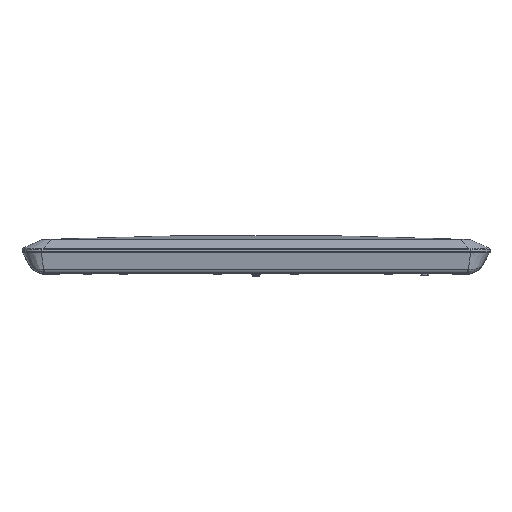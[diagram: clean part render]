
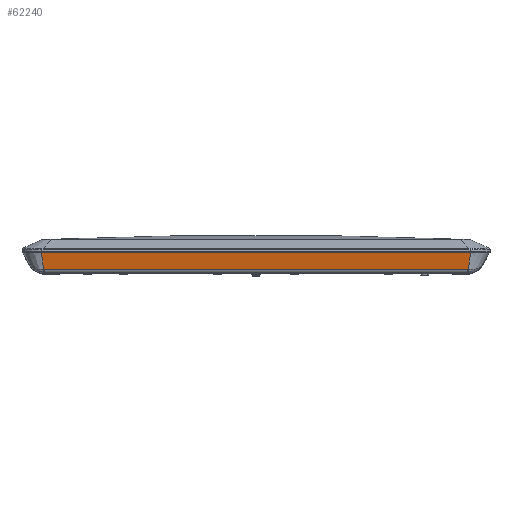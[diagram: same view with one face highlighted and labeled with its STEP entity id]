
A CAD part, top view. The second image highlights one B-rep face of the part: STEP entity #62240.
In plain terms, the highlighted planar face has unit normal (0, -0.174, 0.985).
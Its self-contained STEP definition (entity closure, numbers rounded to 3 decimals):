
#9687=CARTESIAN_POINT('',(-279.862,-1.,159.824));
#9699=CARTESIAN_POINT('',(-276.819,-23.027,
155.94));
#9721=DIRECTION('',(1.,0.,0.));
#9722=VECTOR('',#9721,559.724);
#9723=CARTESIAN_POINT('',(-279.862,-1.,159.824));
#9724=LINE('',#9723,#9722);
#9725=CARTESIAN_POINT('',(276.819,-23.027,155.94));
#9726=CARTESIAN_POINT('',(276.743,-23.03,155.939));
#9727=CARTESIAN_POINT('',(276.591,-23.036,155.938));
#9728=CARTESIAN_POINT('',(276.362,-23.041,155.937));
#9729=CARTESIAN_POINT('',(276.209,-23.042,155.937));
#9730=CARTESIAN_POINT('',(276.132,-23.042,155.937));
#9732=DIRECTION('',(-1.,0.,0.));
#9733=VECTOR('',#9732,552.265);
#9734=CARTESIAN_POINT('',(276.132,-23.042,155.937));
#9735=LINE('',#9734,#9733);
#9736=CARTESIAN_POINT('',(-276.132,-23.042,
155.937));
#9737=CARTESIAN_POINT('',(-276.209,-23.042,
155.937));
#9738=CARTESIAN_POINT('',(-276.362,-23.041,
155.937));
#9739=CARTESIAN_POINT('',(-276.591,-23.036,
155.938));
#9740=CARTESIAN_POINT('',(-276.743,-23.03,
155.939));
#9741=CARTESIAN_POINT('',(-276.819,-23.027,
155.94));
#9743=DIRECTION('',(0.135,-0.976,-0.172));
#9744=VECTOR('',#9743,22.573);
#9745=CARTESIAN_POINT('',(-279.862,-1.,159.824));
#9746=LINE('',#9745,#9744);
#9777=DIRECTION('',(-0.135,-0.976,-0.172));
#9778=VECTOR('',#9777,22.573);
#9779=CARTESIAN_POINT('',(279.862,-1.,159.824));
#9780=LINE('',#9779,#9778);
#40041=VERTEX_POINT('',#9699);
#40045=VERTEX_POINT('',#9736);
#40048=CARTESIAN_POINT('',(276.132,-23.042,
155.937));
#40049=VERTEX_POINT('',#40048);
#40051=VERTEX_POINT('',#9725);
#41551=VERTEX_POINT('',#9687);
#41552=CARTESIAN_POINT('',(279.862,-1.,159.824));
#41553=VERTEX_POINT('',#41552);
#62226=CARTESIAN_POINT('',(0.,-14.,157.531));
#62227=DIRECTION('',(0.,-0.174,0.985));
#62228=DIRECTION('',(1.,0.,0.));
#62229=AXIS2_PLACEMENT_3D('',#62226,#62227,#62228);
#62230=PLANE('',#62229);
#62231=ORIENTED_EDGE('',*,*,#61940,.T.);
#62233=ORIENTED_EDGE('',*,*,#62232,.T.);
#62234=ORIENTED_EDGE('',*,*,#45624,.T.);
#62235=ORIENTED_EDGE('',*,*,#45651,.T.);
#62236=ORIENTED_EDGE('',*,*,#45706,.T.);
#62237=ORIENTED_EDGE('',*,*,#62206,.F.);
#62238=EDGE_LOOP('',(#62231,#62233,#62234,#62235,#62236,#62237));
#62239=FACE_OUTER_BOUND('',#62238,.F.);
#9731=B_SPLINE_CURVE_WITH_KNOTS('',3,(#9725,#9726,#9727,#9728,#9729,#9730),
.UNSPECIFIED.,.F.,.F.,(4,1,1,4),(0.,0.333,0.667,1.),
.UNSPECIFIED.);
#9742=B_SPLINE_CURVE_WITH_KNOTS('',3,(#9736,#9737,#9738,#9739,#9740,#9741),
.UNSPECIFIED.,.F.,.F.,(4,1,1,4),(0.,0.333,0.667,1.),
.UNSPECIFIED.);
#45624=EDGE_CURVE('',#40051,#40049,#9731,.T.);
#45651=EDGE_CURVE('',#40049,#40045,#9735,.T.);
#45706=EDGE_CURVE('',#40045,#40041,#9742,.T.);
#61940=EDGE_CURVE('',#41551,#41553,#9724,.T.);
#62206=EDGE_CURVE('',#41551,#40041,#9746,.T.);
#62232=EDGE_CURVE('',#41553,#40051,#9780,.T.);
#62240=ADVANCED_FACE('',(#62239),#62230,.T.);
